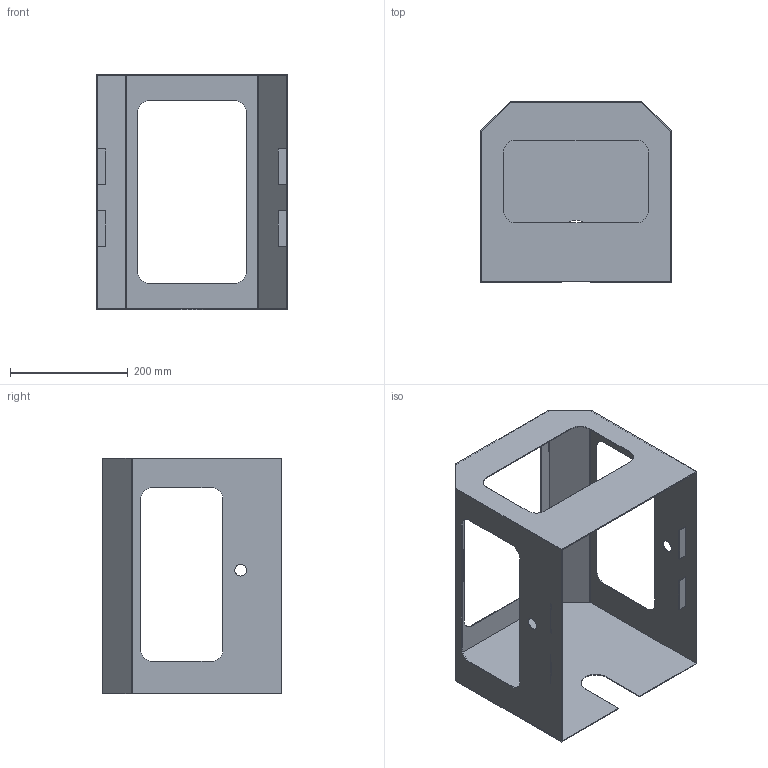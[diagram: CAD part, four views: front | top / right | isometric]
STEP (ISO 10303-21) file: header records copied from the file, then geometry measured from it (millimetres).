
FILE_DESCRIPTION (( 'STEP AP203' ), '1' );
FILE_NAME ('capot_Défaut_sldprt.STEP', '2019-10-30T08:16:35', ( '' ), ( '' ), 'SwSTEP 2.0', 'SolidWorks 2017', '' );
FILE_SCHEMA (( 'CONFIG_CONTROL_DESIGN' ));
Length unit declared in the file: millimetre
Products named in the file (1): capot_Défaut_sldprt
Bounding box: 325 x 305 x 400 mm (x, y, z)
Volume: 547740.4 mm3; surface area: 738188.9 mm2
Topology: 1 solids, 1 shells, 82 faces, 228 edges, 152 vertices
Faces by surface type: plane 53, cylinder 29
Entity records: 2731 total; most frequent: CARTESIAN_POINT 463, ORIENTED_EDGE 456, DIRECTION 452, EDGE_CURVE 228, VECTOR 170, LINE 170, VERTEX_POINT 152, AXIS2_PLACEMENT_3D 141
